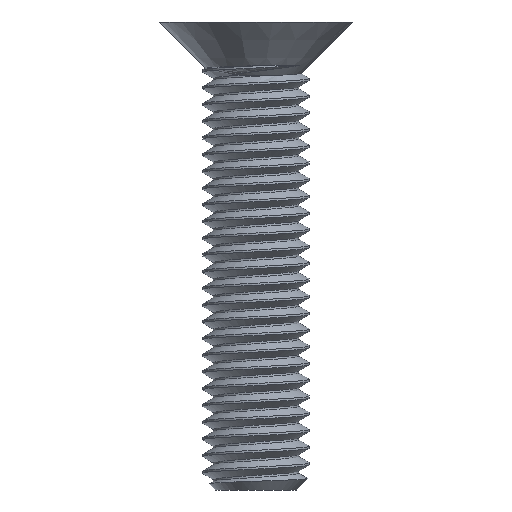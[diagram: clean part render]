
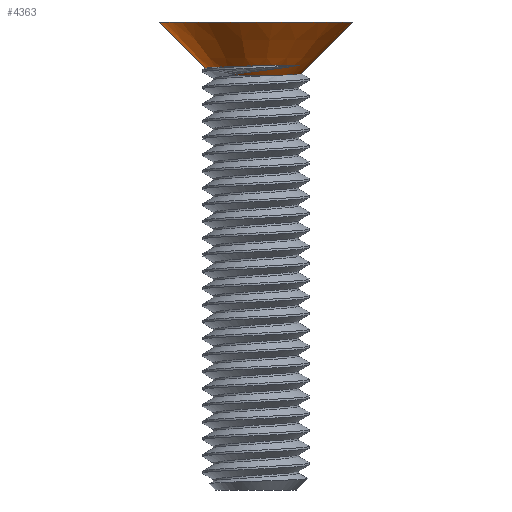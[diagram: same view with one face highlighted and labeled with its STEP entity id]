
A CAD part, left-side view. The second image highlights one B-rep face of the part: STEP entity #4363.
In plain terms, the highlighted conical face has half-angle 45 degrees and reference radius 4 mm.
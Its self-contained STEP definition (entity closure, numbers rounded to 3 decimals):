
#81 = CARTESIAN_POINT ( 'NONE',  ( -3.948, -0.641, 0.75 ) ) ;
#105 = CARTESIAN_POINT ( 'NONE',  ( -0.28, 3.791, 0.541 ) ) ;
#168 = CARTESIAN_POINT ( 'NONE',  ( -0.149, -3.381, 0.131 ) ) ;
#190 = CARTESIAN_POINT ( 'NONE',  ( -1.44, -3.017, 0.08 ) ) ;
#369 = FACE_OUTER_BOUND ( 'NONE', #1564, .T. ) ;
#454 = CONICAL_SURFACE ( 'NONE', #5920, 4., 0.785 ) ;
#588 = EDGE_CURVE ( 'NONE', #5329, #5365, #4726, .T. ) ;
#602 = CARTESIAN_POINT ( 'NONE',  ( -2.81, 2.696, 0.634 ) ) ;
#693 = ORIENTED_EDGE ( 'NONE', *, *, #6713, .T. ) ;
#764 = CARTESIAN_POINT ( 'NONE',  ( -2.519, -3.08, 0.721 ) ) ;
#782 = ORIENTED_EDGE ( 'NONE', *, *, #1076, .F. ) ;
#817 = CARTESIAN_POINT ( 'NONE',  ( -2.767, 1.787, 0.035 ) ) ;
#834 = CARTESIAN_POINT ( 'NONE',  ( -2.975, -2.516, 0.639 ) ) ;
#1025 = B_SPLINE_CURVE_WITH_KNOTS ( 'NONE', 3,
 ( #4057, #764, #6237, #834, #1322, #1372, #5166, #1907, #1858, #4035, #5645, #5072, #5708, #5622, #6158, #2904, #817, #5122 ),
 .UNSPECIFIED., .F., .F.,
 ( 4, 2, 2, 2, 2, 2, 2, 2, 4 ),
 ( 0., 0.001, 0.001, 0.002, 0.003, 0.004, 0.004, 0.005, 0.006 ),
 .UNSPECIFIED. ) ;
#1076 = EDGE_CURVE ( 'NONE', #2388, #3005, #6855, .T. ) ;
#1185 = CARTESIAN_POINT ( 'NONE',  ( -3.985, -0.36, 0.741 ) ) ;
#1187 = B_SPLINE_CURVE_WITH_KNOTS ( 'NONE', 3,
 ( #4413, #105, #3895, #4370, #3266, #4326, #4351, #4889, #602, #4913, #4932, #5446, #1661, #5525, #5470, #2249, #1185, #81 ),
 .UNSPECIFIED., .F., .F.,
 ( 4, 2, 2, 2, 2, 2, 2, 2, 4 ),
 ( 0.015, 0.016, 0.016, 0.017, 0.018, 0.019, 0.02, 0.021, 0.022 ),
 .UNSPECIFIED. ) ;
#1308 = CARTESIAN_POINT ( 'NONE',  ( -2.161, -2.492, 0.045 ) ) ;
#1322 = CARTESIAN_POINT ( 'NONE',  ( -3.104, -2.307, 0.61 ) ) ;
#1372 = CARTESIAN_POINT ( 'NONE',  ( -3.317, -1.868, 0.549 ) ) ;
#1452 = AXIS2_PLACEMENT_3D ( 'NONE', #3681, #4213, #2077 ) ;
#1564 = EDGE_LOOP ( 'NONE', ( #5161, #693, #782, #5107, #1951, #3535, #4763, #3306 ) ) ;
#1661 = CARTESIAN_POINT ( 'NONE',  ( -3.73, 1.296, 0.688 ) ) ;
#1797 = CARTESIAN_POINT ( 'NONE',  ( 0., -3.386, 0.136 ) ) ;
#1858 = CARTESIAN_POINT ( 'NONE',  ( -3.564, -0.931, 0.425 ) ) ;
#1907 = CARTESIAN_POINT ( 'NONE',  ( -3.524, -1.174, 0.457 ) ) ;
#1936 = DIRECTION ( 'NONE',  ( 0., 0.707, 0.707 ) ) ;
#1951 = ORIENTED_EDGE ( 'NONE', *, *, #3963, .T. ) ;
#2077 = DIRECTION ( 'NONE',  ( 1., 0., 0. ) ) ;
#2249 = CARTESIAN_POINT ( 'NONE',  ( -3.992, -0.08, 0.733 ) ) ;
#2305 = VECTOR ( 'NONE', #5885, 1000. ) ;
#2388 = VERTEX_POINT ( 'NONE', #3929 ) ;
#2418 = DIRECTION ( 'NONE',  ( 0., -1., 0. ) ) ;
#2421 = CARTESIAN_POINT ( 'NONE',  ( -1.164, -3.146, 0.091 ) ) ;
#2672 = EDGE_CURVE ( 'NONE', #5946, #5329, #3077, .T. ) ;
#2802 = CARTESIAN_POINT ( 'NONE',  ( -3.948, -0.641, 0.75 ) ) ;
#2904 = CARTESIAN_POINT ( 'NONE',  ( -2.921, 1.596, 0.07 ) ) ;
#2931 = CARTESIAN_POINT ( 'NONE',  ( -2.27, -2.386, 0.04 ) ) ;
#2955 = CARTESIAN_POINT ( 'NONE',  ( -1.815, -2.775, 0.062 ) ) ;
#3000 = CARTESIAN_POINT ( 'NONE',  ( 0., 4., 0.75 ) ) ;
#3005 = VERTEX_POINT ( 'NONE', #2802 ) ;
#3007 = DIRECTION ( 'NONE',  ( 0., 0., 1. ) ) ;
#3062 = VERTEX_POINT ( 'NONE', #4343 ) ;
#3077 = LINE ( 'NONE', #3000, #6132 ) ;
#3266 = CARTESIAN_POINT ( 'NONE',  ( -1.383, 3.581, 0.578 ) ) ;
#3306 = ORIENTED_EDGE ( 'NONE', *, *, #588, .F. ) ;
#3338 = EDGE_CURVE ( 'NONE', #4975, #5498, #6430, .T. ) ;
#3353 = DIRECTION ( 'NONE',  ( 0., 0., 1. ) ) ;
#3431 = CARTESIAN_POINT ( 'NONE',  ( -2.865, -1.533, 0. ) ) ;
#3454 = CARTESIAN_POINT ( 'NONE',  ( -2.568, -2.051, 0.023 ) ) ;
#3535 = ORIENTED_EDGE ( 'NONE', *, *, #3338, .T. ) ;
#3582 = CARTESIAN_POINT ( 'NONE',  ( 0., -3.386, 0.136 ) ) ;
#3681 = CARTESIAN_POINT ( 'NONE',  ( 0., 0., 0. ) ) ;
#3895 = CARTESIAN_POINT ( 'NONE',  ( -0.565, 3.768, 0.55 ) ) ;
#3929 = CARTESIAN_POINT ( 'NONE',  ( -2.338, -3.245, 0.75 ) ) ;
#3953 = CARTESIAN_POINT ( 'NONE',  ( -0.594, -3.314, 0.114 ) ) ;
#3963 = EDGE_CURVE ( 'NONE', #3062, #4975, #4171, .T. ) ;
#3974 = CARTESIAN_POINT ( 'NONE',  ( -0.739, -3.279, 0.108 ) ) ;
#4035 = CARTESIAN_POINT ( 'NONE',  ( -3.593, -0.446, 0.363 ) ) ;
#4057 = CARTESIAN_POINT ( 'NONE',  ( -2.338, -3.245, 0.75 ) ) ;
#4073 = LINE ( 'NONE', #5193, #2305 ) ;
#4171 = CIRCLE ( 'NONE', #1452, 3.25 ) ;
#4213 = DIRECTION ( 'NONE',  ( 0., 0., 1. ) ) ;
#4326 = CARTESIAN_POINT ( 'NONE',  ( -1.903, 3.356, 0.598 ) ) ;
#4343 = CARTESIAN_POINT ( 'NONE',  ( -2.593, 1.959, 0. ) ) ;
#4351 = CARTESIAN_POINT ( 'NONE',  ( -2.146, 3.217, 0.607 ) ) ;
#4363 = ADVANCED_FACE ( 'NONE', ( #369 ), #454, .T. ) ;
#4370 = CARTESIAN_POINT ( 'NONE',  ( -1.115, 3.663, 0.569 ) ) ;
#4373 = EDGE_CURVE ( 'NONE', #2388, #3062, #1025, .T. ) ;
#4413 = CARTESIAN_POINT ( 'NONE',  ( 0., 3.782, 0.532 ) ) ;
#4564 = CARTESIAN_POINT ( 'NONE',  ( -1.934, -2.686, 0.057 ) ) ;
#4592 = DIRECTION ( 'NONE',  ( 0., -1., 0. ) ) ;
#4648 = DIRECTION ( 'NONE',  ( 0., 1., 0. ) ) ;
#4726 = CIRCLE ( 'NONE', #6715, 7.25 ) ;
#4763 = ORIENTED_EDGE ( 'NONE', *, *, #5897, .T. ) ;
#4854 = CARTESIAN_POINT ( 'NONE',  ( -2.865, -1.533, 0. ) ) ;
#4889 = CARTESIAN_POINT ( 'NONE',  ( -2.598, 2.888, 0.625 ) ) ;
#4913 = CARTESIAN_POINT ( 'NONE',  ( -3.181, 2.276, 0.651 ) ) ;
#4932 = CARTESIAN_POINT ( 'NONE',  ( -3.343, 2.048, 0.66 ) ) ;
#4975 = VERTEX_POINT ( 'NONE', #4854 ) ;
#5072 = CARTESIAN_POINT ( 'NONE',  ( -3.519, 0.276, 0.271 ) ) ;
#5107 = ORIENTED_EDGE ( 'NONE', *, *, #4373, .T. ) ;
#5122 = CARTESIAN_POINT ( 'NONE',  ( -2.593, 1.959, 0. ) ) ;
#5131 = CARTESIAN_POINT ( 'NONE',  ( 0., -7.25, 4. ) ) ;
#5161 = ORIENTED_EDGE ( 'NONE', *, *, #2672, .F. ) ;
#5166 = CARTESIAN_POINT ( 'NONE',  ( -3.401, -1.642, 0.519 ) ) ;
#5193 = CARTESIAN_POINT ( 'NONE',  ( 0., -4., 0.75 ) ) ;
#5211 = CARTESIAN_POINT ( 'NONE',  ( 0., 0., 0.75 ) ) ;
#5329 = VERTEX_POINT ( 'NONE', #6605 ) ;
#5365 = VERTEX_POINT ( 'NONE', #5131 ) ;
#5446 = CARTESIAN_POINT ( 'NONE',  ( -3.62, 1.554, 0.679 ) ) ;
#5470 = CARTESIAN_POINT ( 'NONE',  ( -3.946, 0.481, 0.715 ) ) ;
#5498 = VERTEX_POINT ( 'NONE', #3582 ) ;
#5525 = CARTESIAN_POINT ( 'NONE',  ( -3.893, 0.761, 0.706 ) ) ;
#5622 = CARTESIAN_POINT ( 'NONE',  ( -3.292, 0.969, 0.173 ) ) ;
#5645 = CARTESIAN_POINT ( 'NONE',  ( -3.584, -0.205, 0.332 ) ) ;
#5702 = DIRECTION ( 'NONE',  ( 0., 0., -1. ) ) ;
#5708 = CARTESIAN_POINT ( 'NONE',  ( -3.459, 0.516, 0.239 ) ) ;
#5744 = CARTESIAN_POINT ( 'NONE',  ( 0., 0., 4. ) ) ;
#5885 = DIRECTION ( 'NONE',  ( 0., -0.707, 0.707 ) ) ;
#5897 = EDGE_CURVE ( 'NONE', #5498, #5365, #4073, .T. ) ;
#5920 = AXIS2_PLACEMENT_3D ( 'NONE', #6064, #3353, #2418 ) ;
#5927 = AXIS2_PLACEMENT_3D ( 'NONE', #5211, #5702, #4648 ) ;
#5946 = VERTEX_POINT ( 'NONE', #6460 ) ;
#6064 = CARTESIAN_POINT ( 'NONE',  ( 0., 0., 0.75 ) ) ;
#6132 = VECTOR ( 'NONE', #1936, 1000. ) ;
#6158 = CARTESIAN_POINT ( 'NONE',  ( -3.185, 1.185, 0.139 ) ) ;
#6188 = CARTESIAN_POINT ( 'NONE',  ( -2.734, -1.805, 0.012 ) ) ;
#6237 = CARTESIAN_POINT ( 'NONE',  ( -2.683, -2.901, 0.694 ) ) ;
#6430 = B_SPLINE_CURVE_WITH_KNOTS ( 'NONE', 3,
 ( #3431, #6188, #3454, #2931, #1308, #4564, #2955, #190, #2421, #3974, #3953, #6673, #168, #1797 ),
 .UNSPECIFIED., .F., .F.,
 ( 4, 2, 2, 2, 2, 2, 4 ),
 ( 0., 0.001, 0.001, 0.002, 0.003, 0.003, 0.004 ),
 .UNSPECIFIED. ) ;
#6460 = CARTESIAN_POINT ( 'NONE',  ( 0., 3.782, 0.532 ) ) ;
#6605 = CARTESIAN_POINT ( 'NONE',  ( 0., 7.25, 4. ) ) ;
#6673 = CARTESIAN_POINT ( 'NONE',  ( -0.3, -3.365, 0.125 ) ) ;
#6713 = EDGE_CURVE ( 'NONE', #5946, #3005, #1187, .T. ) ;
#6715 = AXIS2_PLACEMENT_3D ( 'NONE', #5744, #3007, #4592 ) ;
#6855 = CIRCLE ( 'NONE', #5927, 4. ) ;
